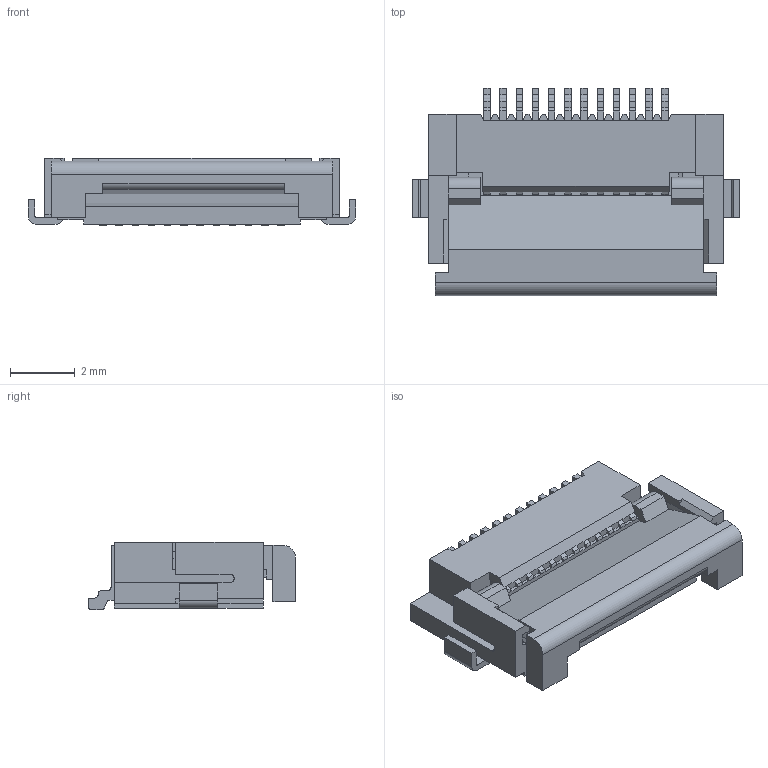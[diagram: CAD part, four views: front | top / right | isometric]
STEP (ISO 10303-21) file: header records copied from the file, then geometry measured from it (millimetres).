
FILE_DESCRIPTION(/* description */ (''),/* implementation_level */ '2;1');
FILE_NAME(/* name */ 'FH12-12S-0.5SH.step',/* time_stamp */ '2023-02-24T15:55:00Z',/* author */ (''),/* organization */ (''),/* preprocessor_version */ 'ST-DEVELOPER v19.2',/* originating_system */ 'Autodesk Translation Framework v11.17.0.187',/* authorisation */ '');
FILE_SCHEMA (('AUTOMOTIVE_DESIGN { 1 0 10303 214 3 1 1 }'));
Length unit declared in the file: millimetre
Products named in the file (2): (Unsaved); FH12-12S-0.5SH_Èª
Assembly tree (1 placements, depth 2):
  (Unsaved)
    FH12-12S-0.5SH_Èª
Bounding box: 10.1 x 6.4 x 2.1 mm (x, y, z)
Volume: 73.6 mm3; surface area: 269.7 mm2
Topology: 1 solids, 1 shells, 530 faces, 1540 edges, 1006 vertices
Faces by surface type: plane 440, cylinder 90
Entity records: 17282 total; most frequent: ORIENTED_EDGE 3080, CARTESIAN_POINT 3079, DIRECTION 2788, EDGE_CURVE 1540, LINE 1358, VECTOR 1358, VERTEX_POINT 1006, AXIS2_PLACEMENT_3D 715
